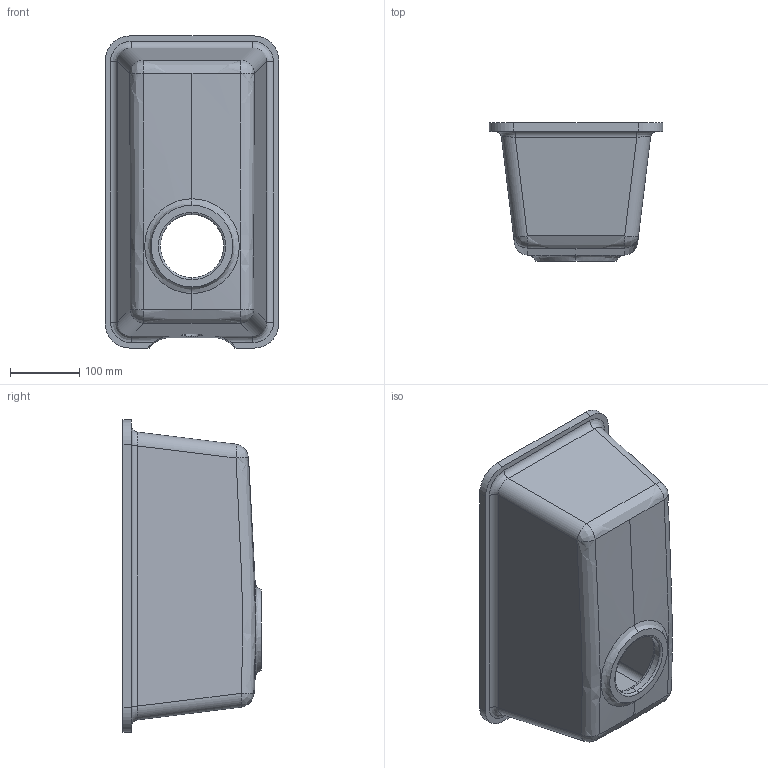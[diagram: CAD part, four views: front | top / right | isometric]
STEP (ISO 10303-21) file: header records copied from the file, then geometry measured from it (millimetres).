
FILE_DESCRIPTION (( 'STEP AP214' ), '1' );
FILE_NAME ('SPICY 9910.STEP', '2020-02-04T08:49:41', ( '' ), ( '' ), 'SwSTEP 2.0', 'SolidWorks 2014', '' );
FILE_SCHEMA (( 'AUTOMOTIVE_DESIGN' ));
Length unit declared in the file: millimetre
Products named in the file (1): SPICY 9910
Bounding box: 250 x 199 x 450 mm (x, y, z)
Volume: 2959283.8 mm3; surface area: 559428.8 mm2
Topology: 1 solids, 1 shells, 79 faces, 185 edges, 108 vertices
Faces by surface type: bspline 34, plane 16, cylinder 15, cone 10, torus 4
Entity records: 5369 total; most frequent: CARTESIAN_POINT 3102, ORIENTED_EDGE 370, DIRECTION 271, EDGE_CURVE 185, VERTEX_POINT 108, AXIS2_PLACEMENT_3D 104, EDGE_LOOP 83, FACE_OUTER_BOUND 79
